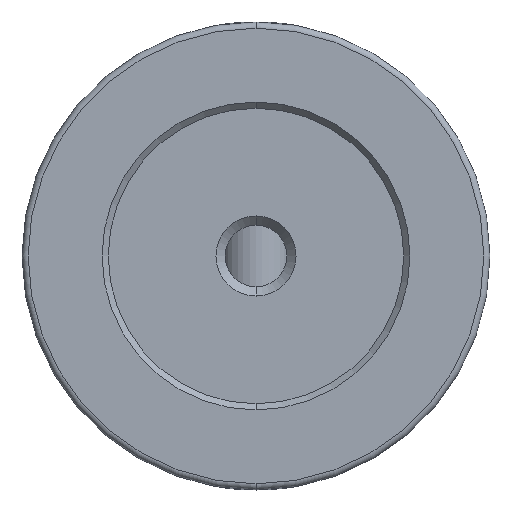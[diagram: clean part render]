
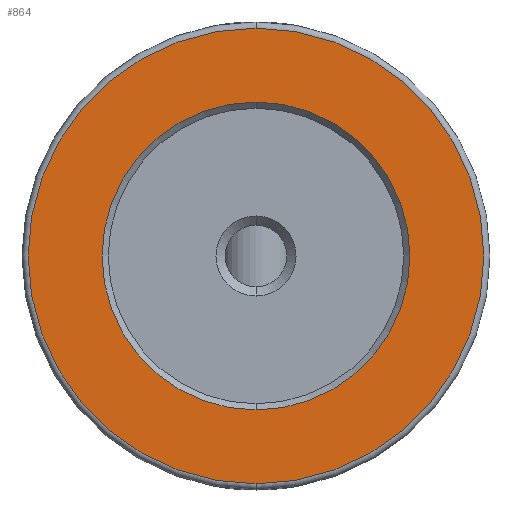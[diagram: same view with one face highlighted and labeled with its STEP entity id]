
A CAD part, front view. The second image highlights one B-rep face of the part: STEP entity #864.
In plain terms, the highlighted planar face has unit normal (0, -1, 0).
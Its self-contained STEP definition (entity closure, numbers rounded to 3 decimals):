
#37 = CIRCLE ( 'NONE', #481, 12.5 ) ;
#42 = AXIS2_PLACEMENT_3D ( 'NONE', #678, #311, #1040 ) ;
#44 = AXIS2_PLACEMENT_3D ( 'NONE', #688, #156, #785 ) ;
#81 = CARTESIAN_POINT ( 'NONE',  ( -85.227, -19.261, 400. ) ) ;
#82 = VERTEX_POINT ( 'NONE', #586 ) ;
#156 = DIRECTION ( 'NONE',  ( 0., 1., 0. ) ) ;
#187 = AXIS2_PLACEMENT_3D ( 'NONE', #950, #422, #1141 ) ;
#223 = CIRCLE ( 'NONE', #878, 12.5 ) ;
#267 = DIRECTION ( 'NONE',  ( 0., 1., 0. ) ) ;
#311 = DIRECTION ( 'NONE',  ( 0., -1., 0. ) ) ;
#318 = EDGE_LOOP ( 'NONE', ( #576, #738 ) ) ;
#359 = DIRECTION ( 'NONE',  ( 0., 0., 1. ) ) ;
#422 = DIRECTION ( 'NONE',  ( 0., -1., 0. ) ) ;
#435 = CARTESIAN_POINT ( 'NONE',  ( -85.227, -19.261, 387.5 ) ) ;
#477 = CARTESIAN_POINT ( 'NONE',  ( -85.227, -19.261, 381.5 ) ) ;
#481 = AXIS2_PLACEMENT_3D ( 'NONE', #81, #899, #359 ) ;
#542 = CARTESIAN_POINT ( 'NONE',  ( -85.227, -19.261, 400. ) ) ;
#547 = CIRCLE ( 'NONE', #42, 18.5 ) ;
#576 = ORIENTED_EDGE ( 'NONE', *, *, #1007, .T. ) ;
#581 = VERTEX_POINT ( 'NONE', #632 ) ;
#586 = CARTESIAN_POINT ( 'NONE',  ( -85.227, -19.261, 412.5 ) ) ;
#596 = EDGE_CURVE ( 'NONE', #82, #669, #223, .T. ) ;
#620 = DIRECTION ( 'NONE',  ( 0., 0., 1. ) ) ;
#625 = EDGE_CURVE ( 'NONE', #669, #82, #37, .T. ) ;
#632 = CARTESIAN_POINT ( 'NONE',  ( -85.227, -19.261, 418.5 ) ) ;
#669 = VERTEX_POINT ( 'NONE', #435 ) ;
#678 = CARTESIAN_POINT ( 'NONE',  ( -85.227, -19.261, 400. ) ) ;
#688 = CARTESIAN_POINT ( 'NONE',  ( -85.227, -19.261, 400. ) ) ;
#720 = ORIENTED_EDGE ( 'NONE', *, *, #596, .T. ) ;
#738 = ORIENTED_EDGE ( 'NONE', *, *, #939, .T. ) ;
#745 = ORIENTED_EDGE ( 'NONE', *, *, #625, .T. ) ;
#753 = VERTEX_POINT ( 'NONE', #477 ) ;
#785 = DIRECTION ( 'NONE',  ( 0., 0., 1. ) ) ;
#846 = CIRCLE ( 'NONE', #187, 18.5 ) ;
#864 = ADVANCED_FACE ( 'NONE', ( #873, #1046 ), #956, .F. ) ;
#873 = FACE_BOUND ( 'NONE', #889, .T. ) ;
#878 = AXIS2_PLACEMENT_3D ( 'NONE', #542, #267, #620 ) ;
#889 = EDGE_LOOP ( 'NONE', ( #720, #745 ) ) ;
#899 = DIRECTION ( 'NONE',  ( 0., 1., 0. ) ) ;
#939 = EDGE_CURVE ( 'NONE', #753, #581, #846, .T. ) ;
#950 = CARTESIAN_POINT ( 'NONE',  ( -85.227, -19.261, 400. ) ) ;
#956 = PLANE ( 'NONE',  #44 ) ;
#1007 = EDGE_CURVE ( 'NONE', #581, #753, #547, .T. ) ;
#1040 = DIRECTION ( 'NONE',  ( 0., 0., 1. ) ) ;
#1046 = FACE_OUTER_BOUND ( 'NONE', #318, .T. ) ;
#1141 = DIRECTION ( 'NONE',  ( 0., 0., 1. ) ) ;
